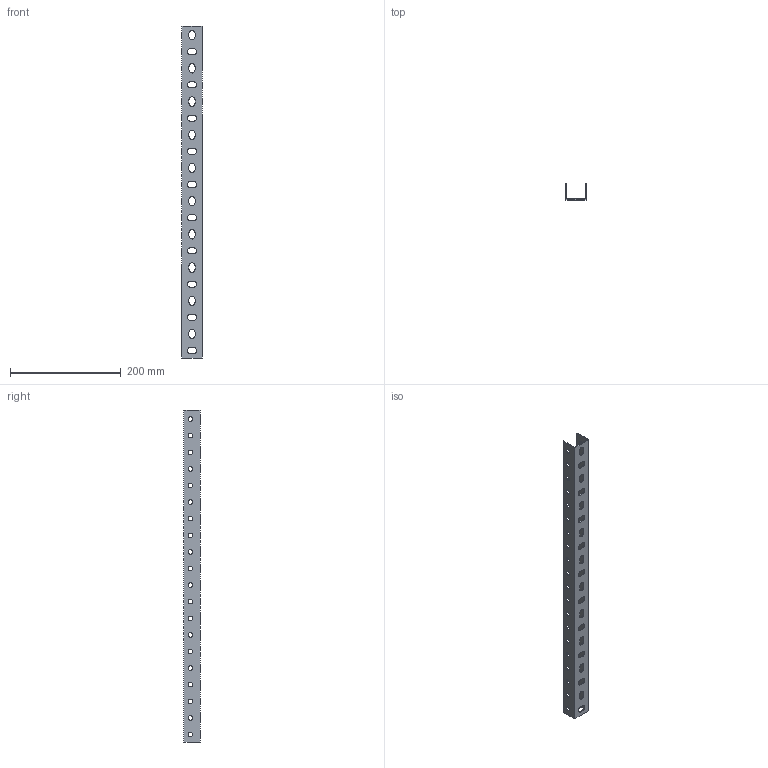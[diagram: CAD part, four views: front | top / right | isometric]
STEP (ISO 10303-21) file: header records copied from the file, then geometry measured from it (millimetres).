
FILE_DESCRIPTION(/* description */ (''),/* implementation_level */ '2;1');
FILE_NAME(/* name */ 'UP600.ipt.stp',/* time_stamp */ '2023-05-18T10:23:23+03:00',/* author */ ('Man88'),/* organization */ (''),/* preprocessor_version */ 'ST-DEVELOPER v19.2',/* originating_system */ 'Autodesk Inventor 2023',/* authorisation */ '');
FILE_SCHEMA (('AUTOMOTIVE_DESIGN { 1 0 10303 214 3 1 1 }'));
Length unit declared in the file: millimetre
Products named in the file (1): Универсальный 
профиль 600
Bounding box: 36.64 x 29 x 600 mm (x, y, z)
Volume: 74479.4 mm3; surface area: 104323.2 mm2
Topology: 1 solids, 1 shells, 138 faces, 408 edges, 272 vertices
Faces by surface type: cylinder 80, plane 58
Full cylindrical faces by diameter (mm): 8.2 x40
Entity records: 5093 total; most frequent: DIRECTION 846, CARTESIAN_POINT 819, ORIENTED_EDGE 816, EDGE_CURVE 408, AXIS2_PLACEMENT_3D 299, VERTEX_POINT 272, EDGE_LOOP 258, LINE 248
